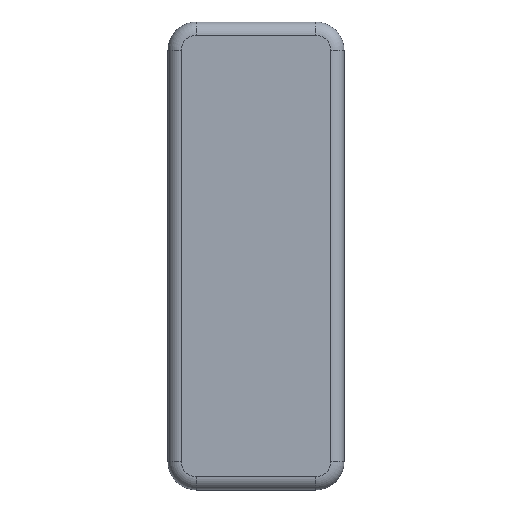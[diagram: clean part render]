
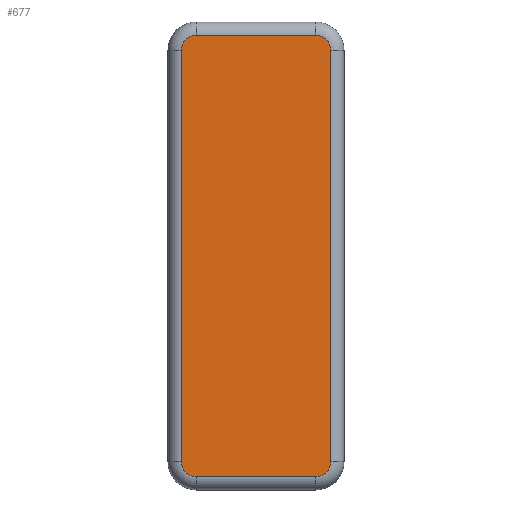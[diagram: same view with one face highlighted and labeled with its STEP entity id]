
A CAD part, top view. The second image highlights one B-rep face of the part: STEP entity #677.
In plain terms, the highlighted planar face has unit normal (0, 0, 1).
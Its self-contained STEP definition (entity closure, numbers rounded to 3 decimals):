
#47=LINE('',#1107,#95);
#48=LINE('',#1111,#96);
#49=LINE('',#1115,#97);
#50=LINE('',#1118,#98);
#95=VECTOR('',#869,1000.);
#96=VECTOR('',#872,1000.);
#97=VECTOR('',#875,1000.);
#98=VECTOR('',#878,1000.);
#143=PLANE('',#749);
#169=FACE_OUTER_BOUND('',#219,.T.);
#219=EDGE_LOOP('',(#477,#478,#479,#480,#481,#482,#483,#484));
#277=CIRCLE('',#750,0.8);
#278=CIRCLE('',#751,0.8);
#279=CIRCLE('',#752,0.8);
#280=CIRCLE('',#753,0.8);
#325=VERTEX_POINT('',#1103);
#326=VERTEX_POINT('',#1104);
#327=VERTEX_POINT('',#1106);
#328=VERTEX_POINT('',#1108);
#329=VERTEX_POINT('',#1110);
#330=VERTEX_POINT('',#1112);
#331=VERTEX_POINT('',#1114);
#332=VERTEX_POINT('',#1116);
#381=EDGE_CURVE('',#325,#326,#277,.T.);
#382=EDGE_CURVE('',#326,#327,#47,.T.);
#383=EDGE_CURVE('',#328,#327,#278,.T.);
#384=EDGE_CURVE('',#329,#328,#48,.T.);
#385=EDGE_CURVE('',#329,#330,#279,.T.);
#386=EDGE_CURVE('',#331,#330,#49,.T.);
#387=EDGE_CURVE('',#332,#331,#280,.T.);
#388=EDGE_CURVE('',#332,#325,#50,.T.);
#477=ORIENTED_EDGE('',*,*,#381,.T.);
#478=ORIENTED_EDGE('',*,*,#382,.T.);
#479=ORIENTED_EDGE('',*,*,#383,.F.);
#480=ORIENTED_EDGE('',*,*,#384,.F.);
#481=ORIENTED_EDGE('',*,*,#385,.T.);
#482=ORIENTED_EDGE('',*,*,#386,.F.);
#483=ORIENTED_EDGE('',*,*,#387,.F.);
#484=ORIENTED_EDGE('',*,*,#388,.T.);
#677=ADVANCED_FACE('',(#169),#143,.F.);
#749=AXIS2_PLACEMENT_3D('',#1102,#865,#866);
#750=AXIS2_PLACEMENT_3D('',#1105,#867,#868);
#751=AXIS2_PLACEMENT_3D('',#1109,#870,#871);
#752=AXIS2_PLACEMENT_3D('',#1113,#873,#874);
#753=AXIS2_PLACEMENT_3D('',#1117,#876,#877);
#865=DIRECTION('center_axis',(0.,0.,-1.));
#866=DIRECTION('ref_axis',(0.,1.,0.));
#867=DIRECTION('center_axis',(0.,0.,1.));
#868=DIRECTION('ref_axis',(1.,0.,0.));
#869=DIRECTION('',(-1.,0.,0.));
#870=DIRECTION('center_axis',(0.,0.,-1.));
#871=DIRECTION('ref_axis',(-1.,0.,0.));
#872=DIRECTION('',(0.,1.,0.));
#873=DIRECTION('center_axis',(0.,0.,1.));
#874=DIRECTION('ref_axis',(-1.,0.,0.));
#875=DIRECTION('',(-1.,0.,0.));
#876=DIRECTION('center_axis',(0.,0.,-1.));
#877=DIRECTION('ref_axis',(1.,0.,0.));
#878=DIRECTION('',(0.,1.,0.));
#1102=CARTESIAN_POINT('Origin',(3.15,10.85,4.));
#1103=CARTESIAN_POINT('',(3.95,10.85,4.));
#1104=CARTESIAN_POINT('',(3.15,11.65,4.));
#1105=CARTESIAN_POINT('Origin',(3.15,10.85,4.));
#1106=CARTESIAN_POINT('',(-3.15,11.65,4.));
#1107=CARTESIAN_POINT('',(3.15,11.65,4.));
#1108=CARTESIAN_POINT('',(-3.95,10.85,4.));
#1109=CARTESIAN_POINT('Origin',(-3.15,10.85,4.));
#1110=CARTESIAN_POINT('',(-3.95,-10.85,4.));
#1111=CARTESIAN_POINT('',(-3.95,0.,4.));
#1112=CARTESIAN_POINT('',(-3.15,-11.65,4.));
#1113=CARTESIAN_POINT('Origin',(-3.15,-10.85,4.));
#1114=CARTESIAN_POINT('',(3.15,-11.65,4.));
#1115=CARTESIAN_POINT('',(3.15,-11.65,4.));
#1116=CARTESIAN_POINT('',(3.95,-10.85,4.));
#1117=CARTESIAN_POINT('Origin',(3.15,-10.85,4.));
#1118=CARTESIAN_POINT('',(3.95,0.,4.));
